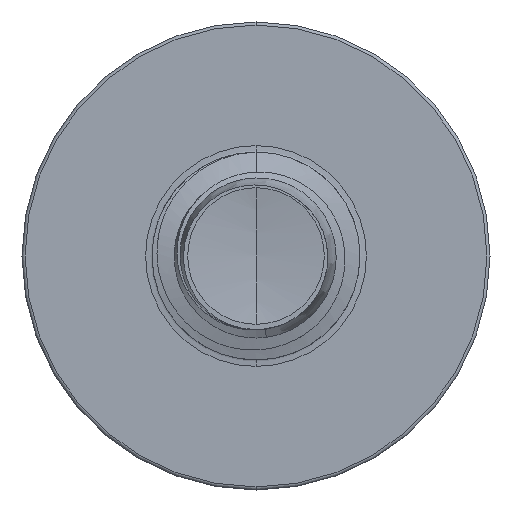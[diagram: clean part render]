
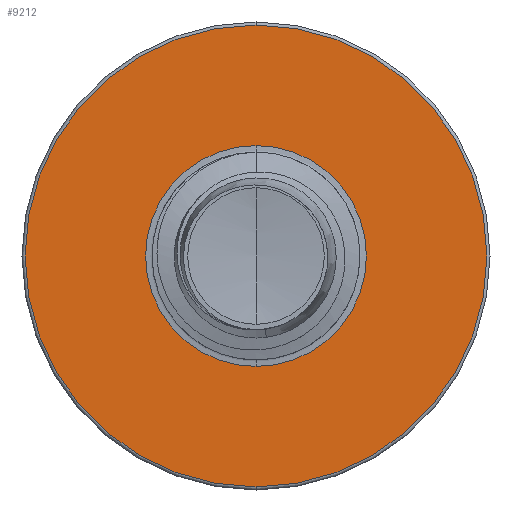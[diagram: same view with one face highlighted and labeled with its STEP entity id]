
A CAD part, front view. The second image highlights one B-rep face of the part: STEP entity #9212.
In plain terms, the highlighted planar face has unit normal (0, -1, 0).
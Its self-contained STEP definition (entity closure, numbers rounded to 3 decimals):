
#691 = EDGE_LOOP ( 'NONE', ( #9459, #5916 ) ) ;
#709 = CIRCLE ( 'NONE', #14020, 6.66 ) ;
#1744 = DIRECTION ( 'NONE',  ( 0., 0., 1. ) ) ;
#1775 = DIRECTION ( 'NONE',  ( 0., 1., 0. ) ) ;
#1808 = CARTESIAN_POINT ( 'NONE',  ( 0., 6.5, -3.186 ) ) ;
#2515 = EDGE_LOOP ( 'NONE', ( #6776, #6477 ) ) ;
#2681 = AXIS2_PLACEMENT_3D ( 'NONE', #6164, #6145, #6119 ) ;
#3150 = EDGE_CURVE ( 'NONE', #10574, #11596, #13584, .T. ) ;
#3273 = PLANE ( 'NONE',  #8760 ) ;
#3877 = AXIS2_PLACEMENT_3D ( 'NONE', #8526, #8523, #8503 ) ;
#3947 = CIRCLE ( 'NONE', #4371, 3.186 ) ;
#4371 = AXIS2_PLACEMENT_3D ( 'NONE', #15355, #15339, #15335 ) ;
#5916 = ORIENTED_EDGE ( 'NONE', *, *, #6940, .F. ) ;
#6119 = DIRECTION ( 'NONE',  ( 0., 0., 1. ) ) ;
#6145 = DIRECTION ( 'NONE',  ( 0., 1., 0. ) ) ;
#6164 = CARTESIAN_POINT ( 'NONE',  ( 0., 6.5, 0. ) ) ;
#6249 = CARTESIAN_POINT ( 'NONE',  ( 0., 6.5, 3.186 ) ) ;
#6477 = ORIENTED_EDGE ( 'NONE', *, *, #6594, .T. ) ;
#6594 = EDGE_CURVE ( 'NONE', #7838, #8159, #3947, .T. ) ;
#6776 = ORIENTED_EDGE ( 'NONE', *, *, #7833, .T. ) ;
#6940 = EDGE_CURVE ( 'NONE', #11596, #10574, #709, .T. ) ;
#7833 = EDGE_CURVE ( 'NONE', #8159, #7838, #14146, .T. ) ;
#7838 = VERTEX_POINT ( 'NONE', #8556 ) ;
#8034 = FACE_OUTER_BOUND ( 'NONE', #691, .T. ) ;
#8159 = VERTEX_POINT ( 'NONE', #6249 ) ;
#8287 = CARTESIAN_POINT ( 'NONE',  ( 0., 6.5, -6.66 ) ) ;
#8503 = DIRECTION ( 'NONE',  ( 0., 0., 1. ) ) ;
#8523 = DIRECTION ( 'NONE',  ( 0., 1., 0. ) ) ;
#8526 = CARTESIAN_POINT ( 'NONE',  ( 0., 6.5, 0. ) ) ;
#8556 = CARTESIAN_POINT ( 'NONE',  ( 0., 6.5, -3.186 ) ) ;
#8760 = AXIS2_PLACEMENT_3D ( 'NONE', #1808, #1775, #1744 ) ;
#9212 = ADVANCED_FACE ( 'NONE', ( #8034, #15473 ), #3273, .F. ) ;
#9459 = ORIENTED_EDGE ( 'NONE', *, *, #3150, .F. ) ;
#10574 = VERTEX_POINT ( 'NONE', #14485 ) ;
#11596 = VERTEX_POINT ( 'NONE', #8287 ) ;
#13584 = CIRCLE ( 'NONE', #2681, 6.66 ) ;
#13690 = DIRECTION ( 'NONE',  ( 0., 0., 1. ) ) ;
#13703 = DIRECTION ( 'NONE',  ( 0., 1., 0. ) ) ;
#14020 = AXIS2_PLACEMENT_3D ( 'NONE', #14141, #13703, #13690 ) ;
#14141 = CARTESIAN_POINT ( 'NONE',  ( 0., 6.5, 0. ) ) ;
#14146 = CIRCLE ( 'NONE', #3877, 3.186 ) ;
#14485 = CARTESIAN_POINT ( 'NONE',  ( 0., 6.5, 6.66 ) ) ;
#15335 = DIRECTION ( 'NONE',  ( 0., 0., 1. ) ) ;
#15339 = DIRECTION ( 'NONE',  ( 0., 1., 0. ) ) ;
#15355 = CARTESIAN_POINT ( 'NONE',  ( 0., 6.5, 0. ) ) ;
#15473 = FACE_BOUND ( 'NONE', #2515, .T. ) ;
